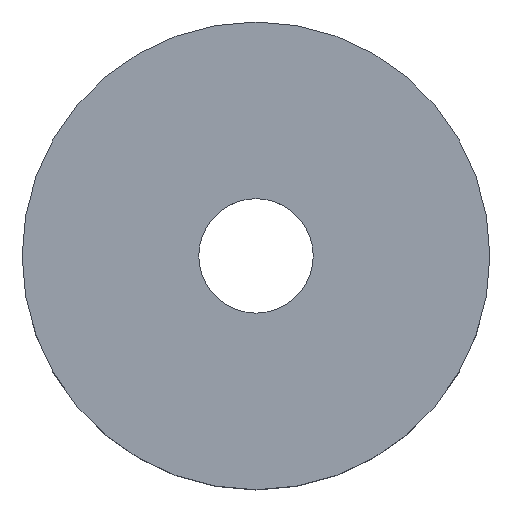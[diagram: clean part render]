
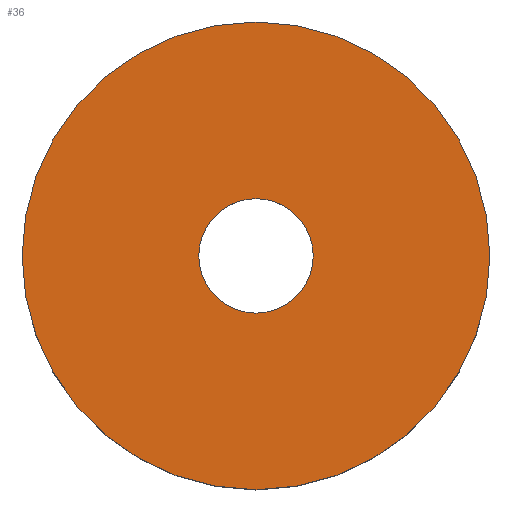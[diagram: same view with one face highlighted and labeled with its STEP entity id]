
A CAD part, top view. The second image highlights one B-rep face of the part: STEP entity #36.
In plain terms, the highlighted planar face has unit normal (0, 0, 1).
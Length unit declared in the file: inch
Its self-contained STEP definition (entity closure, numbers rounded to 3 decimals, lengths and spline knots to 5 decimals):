
#2 = AXIS2_PLACEMENT_3D ( 'NONE', #43, #141, #255 ) ;
#4 = VERTEX_POINT ( 'NONE', #238 ) ;
#8 = DIRECTION ( 'NONE',  ( 1., 0., 0. ) ) ;
#16 = DIRECTION ( 'NONE',  ( 0., 0., 1. ) ) ;
#18 = FACE_BOUND ( 'NONE', #179, .T. ) ;
#20 = EDGE_CURVE ( 'NONE', #145, #264, #149, .T. ) ;
#28 = DIRECTION ( 'NONE',  ( 1., 0., 0. ) ) ;
#35 = CARTESIAN_POINT ( 'NONE',  ( -0.153, 0., 0.4 ) ) ;
#36 = ADVANCED_FACE ( 'NONE', ( #211, #18 ), #214, .T. ) ;
#43 = CARTESIAN_POINT ( 'NONE',  ( 0., 0., 0.4 ) ) ;
#44 = DIRECTION ( 'NONE',  ( 0., 0., 1. ) ) ;
#51 = EDGE_CURVE ( 'NONE', #4, #242, #232, .T. ) ;
#53 = AXIS2_PLACEMENT_3D ( 'NONE', #104, #44, #282 ) ;
#58 = CIRCLE ( 'NONE', #165, 0.625 ) ;
#72 = ORIENTED_EDGE ( 'NONE', *, *, #51, .T. ) ;
#74 = CARTESIAN_POINT ( 'NONE',  ( 0., 0., 0.4 ) ) ;
#102 = DIRECTION ( 'NONE',  ( 1., 0., 0. ) ) ;
#104 = CARTESIAN_POINT ( 'NONE',  ( 0., 0., 0.4 ) ) ;
#118 = CARTESIAN_POINT ( 'NONE',  ( 0., 0., 0.4 ) ) ;
#119 = EDGE_LOOP ( 'NONE', ( #72, #197 ) ) ;
#120 = ORIENTED_EDGE ( 'NONE', *, *, #243, .F. ) ;
#129 = AXIS2_PLACEMENT_3D ( 'NONE', #118, #180, #8 ) ;
#141 = DIRECTION ( 'NONE',  ( 0., 0., 1. ) ) ;
#145 = VERTEX_POINT ( 'NONE', #236 ) ;
#149 = CIRCLE ( 'NONE', #192, 0.153 ) ;
#165 = AXIS2_PLACEMENT_3D ( 'NONE', #74, #227, #28 ) ;
#176 = CIRCLE ( 'NONE', #129, 0.153 ) ;
#179 = EDGE_LOOP ( 'NONE', ( #120, #250 ) ) ;
#180 = DIRECTION ( 'NONE',  ( 0., 0., 1. ) ) ;
#192 = AXIS2_PLACEMENT_3D ( 'NONE', #235, #16, #102 ) ;
#197 = ORIENTED_EDGE ( 'NONE', *, *, #249, .T. ) ;
#211 = FACE_OUTER_BOUND ( 'NONE', #119, .T. ) ;
#214 = PLANE ( 'NONE',  #53 ) ;
#227 = DIRECTION ( 'NONE',  ( 0., 0., 1. ) ) ;
#230 = CARTESIAN_POINT ( 'NONE',  ( 0.625, 0., 0.4 ) ) ;
#232 = CIRCLE ( 'NONE', #2, 0.625 ) ;
#235 = CARTESIAN_POINT ( 'NONE',  ( 0., 0., 0.4 ) ) ;
#236 = CARTESIAN_POINT ( 'NONE',  ( 0.153, 0., 0.4 ) ) ;
#238 = CARTESIAN_POINT ( 'NONE',  ( -0.625, 0., 0.4 ) ) ;
#242 = VERTEX_POINT ( 'NONE', #230 ) ;
#243 = EDGE_CURVE ( 'NONE', #264, #145, #176, .T. ) ;
#249 = EDGE_CURVE ( 'NONE', #242, #4, #58, .T. ) ;
#250 = ORIENTED_EDGE ( 'NONE', *, *, #20, .F. ) ;
#255 = DIRECTION ( 'NONE',  ( 1., 0., 0. ) ) ;
#264 = VERTEX_POINT ( 'NONE', #35 ) ;
#282 = DIRECTION ( 'NONE',  ( 1., 0., 0. ) ) ;
